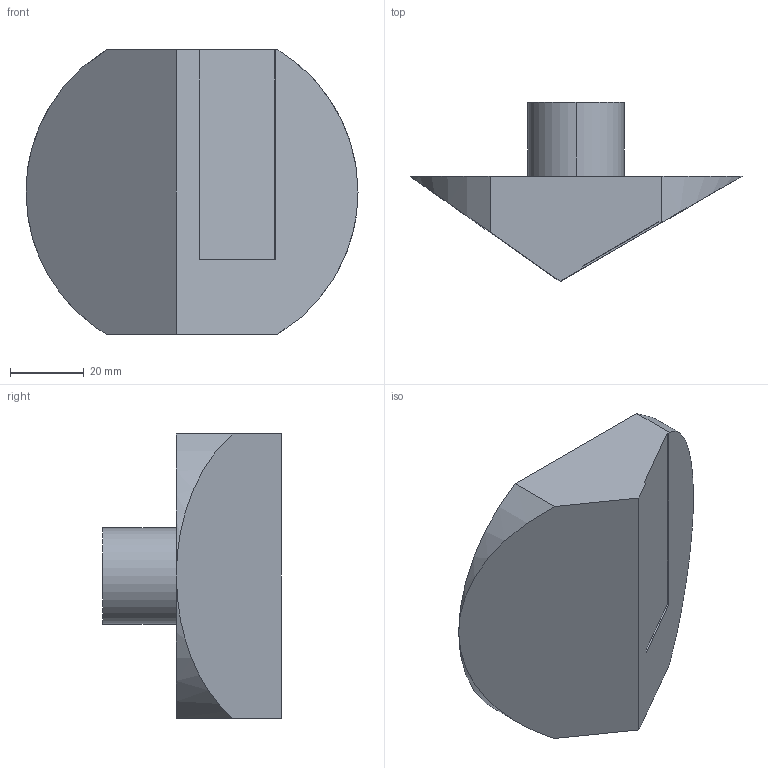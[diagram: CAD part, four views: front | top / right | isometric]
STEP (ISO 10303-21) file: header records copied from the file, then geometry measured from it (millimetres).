
FILE_DESCRIPTION (( 'STEP AP214' ), '1' );
FILE_NAME ('Cervical curve-SB.STEP', '2025-09-26T07:09:10', ( 'Windows User' ), ( '' ), 'SwSTEP 2.0', 'SolidWorks 2023', '' );
FILE_SCHEMA (( 'AUTOMOTIVE_DESIGN' ));
Length unit declared in the file: millimetre
Products named in the file (1): Cervical curve-SB
Bounding box: 90 x 48.48 x 77 mm (x, y, z)
Volume: 104881 mm3; surface area: 17541.8 mm2
Topology: 1 solids, 1 shells, 16 faces, 37 edges, 24 vertices
Faces by surface type: plane 10, cylinder 6
Entity records: 652 total; most frequent: CARTESIAN_POINT 90, DIRECTION 75, ORIENTED_EDGE 74, EDGE_CURVE 37, AXIS2_PLACEMENT_3D 25, LINE 25, VECTOR 25, VERTEX_POINT 24
